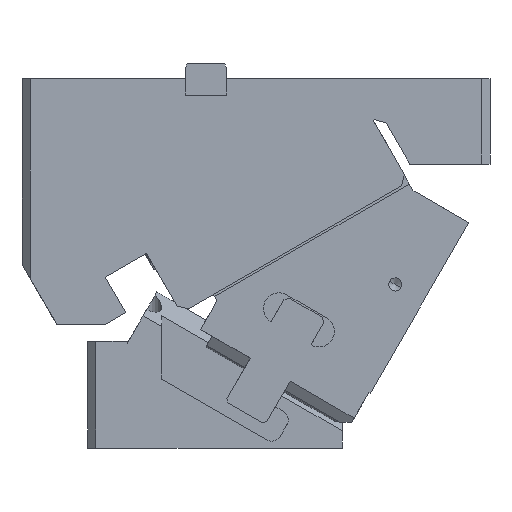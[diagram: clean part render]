
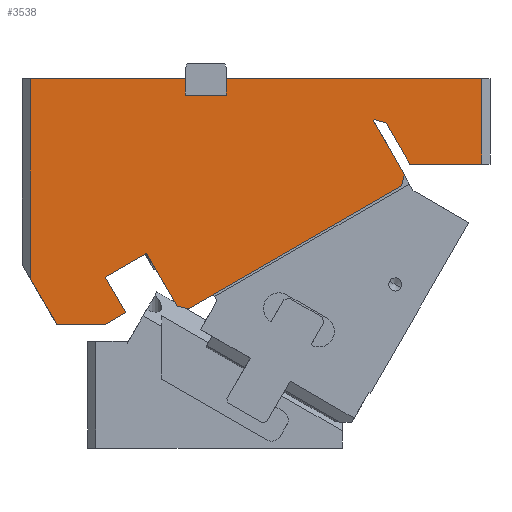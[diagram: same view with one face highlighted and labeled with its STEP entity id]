
A CAD part, front view. The second image highlights one B-rep face of the part: STEP entity #3538.
In plain terms, the highlighted planar face has unit normal (0, -1, 0).
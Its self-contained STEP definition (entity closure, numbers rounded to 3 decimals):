
#276=CARTESIAN_POINT('Vertex',(-245.,-42.5,150.)) ;
#279=CARTESIAN_POINT('Line Origine',(-197.75,-42.5,150.)) ;
#283=CARTESIAN_POINT('Vertex',(-150.5,-42.5,150.)) ;
#615=CARTESIAN_POINT('Vertex',(-199.785,-42.5,0.)) ;
#618=CARTESIAN_POINT('Line Origine',(-214.208,-42.5,0.)) ;
#622=CARTESIAN_POINT('Vertex',(-228.631,-42.5,0.)) ;
#694=CARTESIAN_POINT('Vertex',(-186.778,-42.5,7.509)) ;
#697=CARTESIAN_POINT('Line Origine',(-193.281,-42.5,3.755)) ;
#774=CARTESIAN_POINT('Vertex',(-199.278,-42.5,29.16)) ;
#777=CARTESIAN_POINT('Line Origine',(-193.028,-42.5,18.335)) ;
#832=CARTESIAN_POINT('Vertex',(-174.163,-42.5,43.66)) ;
#835=CARTESIAN_POINT('Line Origine',(-186.721,-42.5,36.41)) ;
#1015=CARTESIAN_POINT('Vertex',(-148.833,-42.5,9.787)) ;
#1018=CARTESIAN_POINT('Line Origine',(-148.902,-42.5,9.805)) ;
#1022=CARTESIAN_POINT('Vertex',(-148.97,-42.5,9.823)) ;
#1025=CARTESIAN_POINT('Line Origine',(-152.317,-42.5,10.72)) ;
#1029=CARTESIAN_POINT('Vertex',(-155.663,-42.5,11.617)) ;
#1069=CARTESIAN_POINT('Vertex',(-18.929,-42.5,84.787)) ;
#1072=CARTESIAN_POINT('Line Origine',(-83.881,-42.5,47.287)) ;
#1102=CARTESIAN_POINT('Vertex',(-17.099,-42.5,91.617)) ;
#1105=CARTESIAN_POINT('Line Origine',(-17.996,-42.5,88.27)) ;
#1109=CARTESIAN_POINT('Vertex',(-18.893,-42.5,84.923)) ;
#1112=CARTESIAN_POINT('Line Origine',(-18.911,-42.5,84.855)) ;
#2672=CARTESIAN_POINT('Vertex',(-245.,-42.5,28.352)) ;
#2675=CARTESIAN_POINT('Line Origine',(-245.,-42.5,89.176)) ;
#3341=CARTESIAN_POINT('Vertex',(-35.233,-42.5,125.026)) ;
#3344=CARTESIAN_POINT('Line Origine',(-35.666,-42.5,124.776)) ;
#3348=CARTESIAN_POINT('Vertex',(-36.099,-42.5,124.526)) ;
#3398=CARTESIAN_POINT('Vertex',(-28.403,-42.5,123.196)) ;
#3401=CARTESIAN_POINT('Line Origine',(-31.818,-42.5,124.111)) ;
#3422=CARTESIAN_POINT('Vertex',(-13.856,-42.5,98.)) ;
#3425=CARTESIAN_POINT('Line Origine',(-21.13,-42.5,110.598)) ;
#3453=CARTESIAN_POINT('Axis2P3D Location',(-250.,-42.5,150.)) ;
#3458=CARTESIAN_POINT('Line Origine',(-236.815,-42.5,14.176)) ;
#3463=CARTESIAN_POINT('Line Origine',(-164.913,-42.5,27.638)) ;
#3468=CARTESIAN_POINT('Line Origine',(-26.599,-42.5,108.071)) ;
#3473=CARTESIAN_POINT('Line Origine',(8.072,-42.5,98.)) ;
#3477=CARTESIAN_POINT('Vertex',(30.,-42.5,98.)) ;
#3480=CARTESIAN_POINT('Line Origine',(30.,-42.5,124.)) ;
#3484=CARTESIAN_POINT('Vertex',(30.,-42.5,150.)) ;
#3487=CARTESIAN_POINT('Line Origine',(-47.75,-42.5,150.)) ;
#3491=CARTESIAN_POINT('Vertex',(-125.5,-42.5,150.)) ;
#3494=CARTESIAN_POINT('Line Origine',(-125.5,-42.5,145.)) ;
#3498=CARTESIAN_POINT('Vertex',(-125.5,-42.5,140.)) ;
#3501=CARTESIAN_POINT('Line Origine',(-138.,-42.5,140.)) ;
#3505=CARTESIAN_POINT('Vertex',(-150.5,-42.5,140.)) ;
#3508=CARTESIAN_POINT('Line Origine',(-150.5,-42.5,145.)) ;
#280=DIRECTION('Vector Direction',(-1.,0.,0.)) ;
#619=DIRECTION('Vector Direction',(1.,0.,0.)) ;
#698=DIRECTION('Vector Direction',(-0.866,0.,-0.5)) ;
#778=DIRECTION('Vector Direction',(-0.5,0.,0.866)) ;
#836=DIRECTION('Vector Direction',(0.866,0.,0.5)) ;
#1019=DIRECTION('Vector Direction',(-0.966,0.,0.259)) ;
#1026=DIRECTION('Vector Direction',(0.966,0.,-0.259)) ;
#1073=DIRECTION('Vector Direction',(0.866,0.,0.5)) ;
#1106=DIRECTION('Vector Direction',(0.259,0.,0.966)) ;
#1113=DIRECTION('Vector Direction',(-0.259,0.,-0.966)) ;
#2676=DIRECTION('Vector Direction',(0.,0.,-1.)) ;
#3345=DIRECTION('Vector Direction',(0.866,0.,0.5)) ;
#3402=DIRECTION('Vector Direction',(0.966,0.,-0.259)) ;
#3426=DIRECTION('Vector Direction',(0.5,0.,-0.866)) ;
#3454=DIRECTION('Axis2P3D Direction',(0.,-1.,0.)) ;
#3455=DIRECTION('Axis2P3D XDirection',(1.,0.,0.)) ;
#3459=DIRECTION('Vector Direction',(-0.5,0.,0.866)) ;
#3464=DIRECTION('Vector Direction',(-0.5,0.,0.866)) ;
#3469=DIRECTION('Vector Direction',(-0.5,0.,0.866)) ;
#3474=DIRECTION('Vector Direction',(1.,0.,0.)) ;
#3481=DIRECTION('Vector Direction',(0.,0.,1.)) ;
#3488=DIRECTION('Vector Direction',(-1.,0.,0.)) ;
#3495=DIRECTION('Vector Direction',(0.,0.,1.)) ;
#3502=DIRECTION('Vector Direction',(1.,0.,0.)) ;
#3509=DIRECTION('Vector Direction',(0.,0.,1.)) ;
#3456=AXIS2_PLACEMENT_3D('Plane Axis2P3D',#3453,#3454,#3455) ;
#3514=ORIENTED_EDGE('',*,*,#285,.T.) ;
#3515=ORIENTED_EDGE('',*,*,#2679,.T.) ;
#3516=ORIENTED_EDGE('',*,*,#3462,.F.) ;
#3517=ORIENTED_EDGE('',*,*,#624,.T.) ;
#3518=ORIENTED_EDGE('',*,*,#701,.F.) ;
#3519=ORIENTED_EDGE('',*,*,#781,.T.) ;
#3520=ORIENTED_EDGE('',*,*,#839,.T.) ;
#3521=ORIENTED_EDGE('',*,*,#3467,.F.) ;
#3522=ORIENTED_EDGE('',*,*,#1031,.T.) ;
#3523=ORIENTED_EDGE('',*,*,#1024,.F.) ;
#3524=ORIENTED_EDGE('',*,*,#1076,.T.) ;
#3525=ORIENTED_EDGE('',*,*,#1116,.F.) ;
#3526=ORIENTED_EDGE('',*,*,#1111,.T.) ;
#3527=ORIENTED_EDGE('',*,*,#3472,.T.) ;
#3528=ORIENTED_EDGE('',*,*,#3350,.T.) ;
#3529=ORIENTED_EDGE('',*,*,#3405,.T.) ;
#3530=ORIENTED_EDGE('',*,*,#3429,.T.) ;
#3531=ORIENTED_EDGE('',*,*,#3479,.T.) ;
#3532=ORIENTED_EDGE('',*,*,#3486,.T.) ;
#3533=ORIENTED_EDGE('',*,*,#3493,.T.) ;
#3534=ORIENTED_EDGE('',*,*,#3500,.F.) ;
#3535=ORIENTED_EDGE('',*,*,#3507,.F.) ;
#3536=ORIENTED_EDGE('',*,*,#3512,.T.) ;
#281=VECTOR('Line Direction',#280,1.) ;
#620=VECTOR('Line Direction',#619,1.) ;
#699=VECTOR('Line Direction',#698,1.) ;
#779=VECTOR('Line Direction',#778,1.) ;
#837=VECTOR('Line Direction',#836,1.) ;
#1020=VECTOR('Line Direction',#1019,1.) ;
#1027=VECTOR('Line Direction',#1026,1.) ;
#1074=VECTOR('Line Direction',#1073,1.) ;
#1107=VECTOR('Line Direction',#1106,1.) ;
#1114=VECTOR('Line Direction',#1113,1.) ;
#2677=VECTOR('Line Direction',#2676,1.) ;
#3346=VECTOR('Line Direction',#3345,1.) ;
#3403=VECTOR('Line Direction',#3402,1.) ;
#3427=VECTOR('Line Direction',#3426,1.) ;
#3460=VECTOR('Line Direction',#3459,1.) ;
#3465=VECTOR('Line Direction',#3464,1.) ;
#3470=VECTOR('Line Direction',#3469,1.) ;
#3475=VECTOR('Line Direction',#3474,1.) ;
#3482=VECTOR('Line Direction',#3481,1.) ;
#3489=VECTOR('Line Direction',#3488,1.) ;
#3496=VECTOR('Line Direction',#3495,1.) ;
#3503=VECTOR('Line Direction',#3502,1.) ;
#3510=VECTOR('Line Direction',#3509,1.) ;
#3538=ADVANCED_FACE('CAM HOLDER',(#3537),#3457,.T.) ;
#285=EDGE_CURVE('',#284,#277,#282,.T.) ;
#624=EDGE_CURVE('',#623,#616,#621,.T.) ;
#701=EDGE_CURVE('',#695,#616,#700,.T.) ;
#781=EDGE_CURVE('',#695,#775,#780,.T.) ;
#839=EDGE_CURVE('',#775,#833,#838,.T.) ;
#1024=EDGE_CURVE('',#1016,#1023,#1021,.T.) ;
#1031=EDGE_CURVE('',#1030,#1023,#1028,.T.) ;
#1076=EDGE_CURVE('',#1016,#1070,#1075,.T.) ;
#1111=EDGE_CURVE('',#1110,#1103,#1108,.T.) ;
#1116=EDGE_CURVE('',#1110,#1070,#1115,.T.) ;
#2679=EDGE_CURVE('',#277,#2673,#2678,.T.) ;
#3350=EDGE_CURVE('',#3349,#3342,#3347,.T.) ;
#3405=EDGE_CURVE('',#3342,#3399,#3404,.T.) ;
#3429=EDGE_CURVE('',#3399,#3423,#3428,.T.) ;
#3462=EDGE_CURVE('',#623,#2673,#3461,.T.) ;
#3467=EDGE_CURVE('',#1030,#833,#3466,.T.) ;
#3472=EDGE_CURVE('',#1103,#3349,#3471,.T.) ;
#3479=EDGE_CURVE('',#3423,#3478,#3476,.T.) ;
#3486=EDGE_CURVE('',#3478,#3485,#3483,.T.) ;
#3493=EDGE_CURVE('',#3485,#3492,#3490,.T.) ;
#3500=EDGE_CURVE('',#3499,#3492,#3497,.T.) ;
#3507=EDGE_CURVE('',#3506,#3499,#3504,.T.) ;
#3512=EDGE_CURVE('',#3506,#284,#3511,.T.) ;
#3513=EDGE_LOOP('',(#3514,#3515,#3516,#3517,#3518,#3519,#3520,#3521,#3522,#3523,#3524,#3525,#3526,#3527,#3528,#3529,#3530,#3531,#3532,#3533,#3534,#3535,#3536)) ;
#3537=FACE_OUTER_BOUND('',#3513,.T.) ;
#282=LINE('Line',#279,#281) ;
#621=LINE('Line',#618,#620) ;
#700=LINE('Line',#697,#699) ;
#780=LINE('Line',#777,#779) ;
#838=LINE('Line',#835,#837) ;
#1021=LINE('Line',#1018,#1020) ;
#1028=LINE('Line',#1025,#1027) ;
#1075=LINE('Line',#1072,#1074) ;
#1108=LINE('Line',#1105,#1107) ;
#1115=LINE('Line',#1112,#1114) ;
#2678=LINE('Line',#2675,#2677) ;
#3347=LINE('Line',#3344,#3346) ;
#3404=LINE('Line',#3401,#3403) ;
#3428=LINE('Line',#3425,#3427) ;
#3461=LINE('Line',#3458,#3460) ;
#3466=LINE('Line',#3463,#3465) ;
#3471=LINE('Line',#3468,#3470) ;
#3476=LINE('Line',#3473,#3475) ;
#3483=LINE('Line',#3480,#3482) ;
#3490=LINE('Line',#3487,#3489) ;
#3497=LINE('Line',#3494,#3496) ;
#3504=LINE('Line',#3501,#3503) ;
#3511=LINE('Line',#3508,#3510) ;
#3457=PLANE('Plane',#3456) ;
#277=VERTEX_POINT('',#276) ;
#284=VERTEX_POINT('',#283) ;
#616=VERTEX_POINT('',#615) ;
#623=VERTEX_POINT('',#622) ;
#695=VERTEX_POINT('',#694) ;
#775=VERTEX_POINT('',#774) ;
#833=VERTEX_POINT('',#832) ;
#1016=VERTEX_POINT('',#1015) ;
#1023=VERTEX_POINT('',#1022) ;
#1030=VERTEX_POINT('',#1029) ;
#1070=VERTEX_POINT('',#1069) ;
#1103=VERTEX_POINT('',#1102) ;
#1110=VERTEX_POINT('',#1109) ;
#2673=VERTEX_POINT('',#2672) ;
#3342=VERTEX_POINT('',#3341) ;
#3349=VERTEX_POINT('',#3348) ;
#3399=VERTEX_POINT('',#3398) ;
#3423=VERTEX_POINT('',#3422) ;
#3478=VERTEX_POINT('',#3477) ;
#3485=VERTEX_POINT('',#3484) ;
#3492=VERTEX_POINT('',#3491) ;
#3499=VERTEX_POINT('',#3498) ;
#3506=VERTEX_POINT('',#3505) ;
